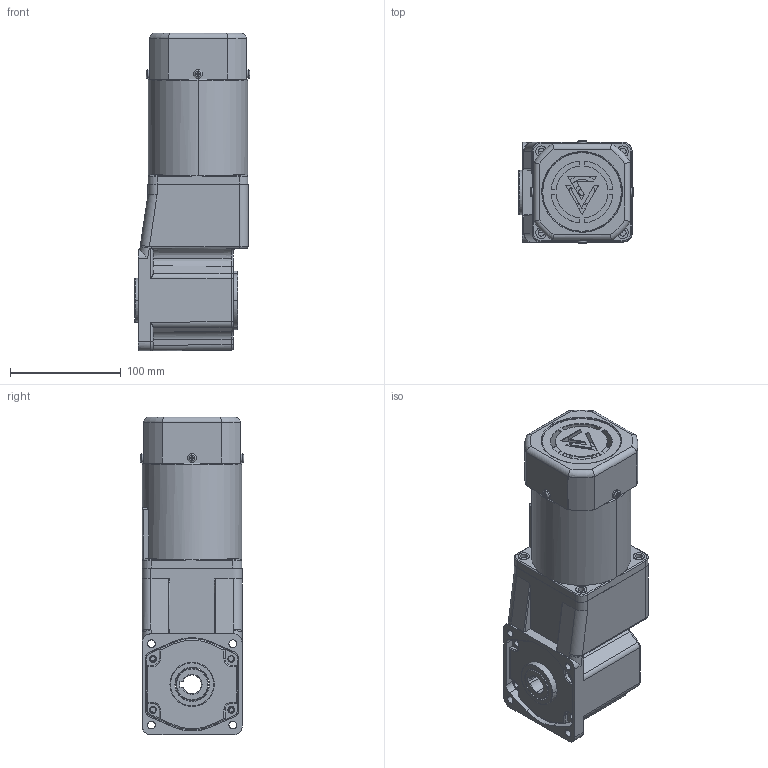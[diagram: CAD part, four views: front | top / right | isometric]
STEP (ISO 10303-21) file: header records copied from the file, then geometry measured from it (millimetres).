
FILE_DESCRIPTION (( 'STEP AP203' ), '1' );
FILE_NAME ('5IK40.60GU-CF+RC眊极.STEP', '2022-08-25T03:05:45', ( '' ), ( 'Microsoft' ), 'SwSTEP 2.0', 'SolidWorks 2020', '' );
FILE_SCHEMA (( 'CONFIG_CONTROL_DESIGN' ));
Length unit declared in the file: millimetre
Products named in the file (1): 5IK40.60GU-CF+RC眊极
Bounding box: 104.24 x 93.4 x 287.14 mm (x, y, z)
Surface area: 166232.3 mm2 (no closed solid volume)
Topology: 0 solids, 17 shells, 508 faces, 1493 edges, 976 vertices
Faces by surface type: cylinder 211, plane 163, bspline 60, cone 41, torus 33
Entity records: 20577 total; most frequent: CARTESIAN_POINT 7495, DIRECTION 2690, ORIENTED_EDGE 2584, EDGE_CURVE 1475, AXIS2_PLACEMENT_3D 998, VERTEX_POINT 976, LINE 694, VECTOR 694
